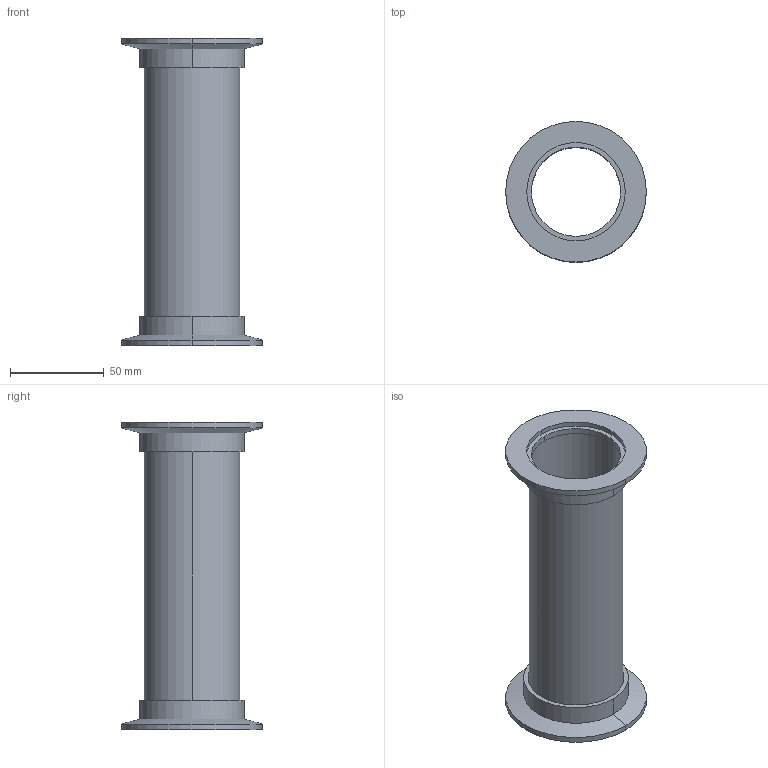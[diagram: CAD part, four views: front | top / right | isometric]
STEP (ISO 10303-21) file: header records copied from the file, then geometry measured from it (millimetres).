
FILE_DESCRIPTION (( 'STEP AP214' ), '1' );
FILE_NAME ('721003.STEP', '2024-01-07T05:58:03', ( '' ), ( '' ), 'SwSTEP 2.0', 'SolidWorks 2022', '' );
FILE_SCHEMA (( 'AUTOMOTIVE_DESIGN' ));
Length unit declared in the file: inch
Products named in the file (3): 713004; 940203; 721003
Assembly tree (3 placements, depth 2):
  721003
    940203
    713004  x2
Bounding box: 74.93 x 74.93 x 163.83 mm (x, y, z)
Volume: 69470.6 mm3; surface area: 68262.7 mm2
Topology: 3 solids, 3 shells, 38 faces, 76 edges, 48 vertices
Faces by surface type: cylinder 24, plane 10, cone 4
Entity records: 724 total; most frequent: DIRECTION 128, CARTESIAN_POINT 100, ORIENTED_EDGE 88, AXIS2_PLACEMENT_3D 56, EDGE_CURVE 44, EDGE_LOOP 28, VERTEX_POINT 28, CIRCLE 28
